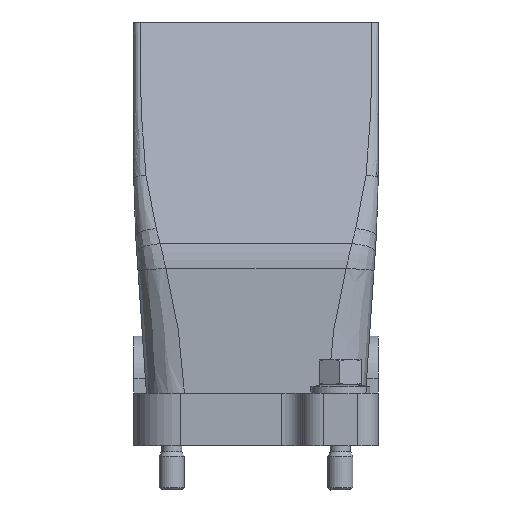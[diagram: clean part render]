
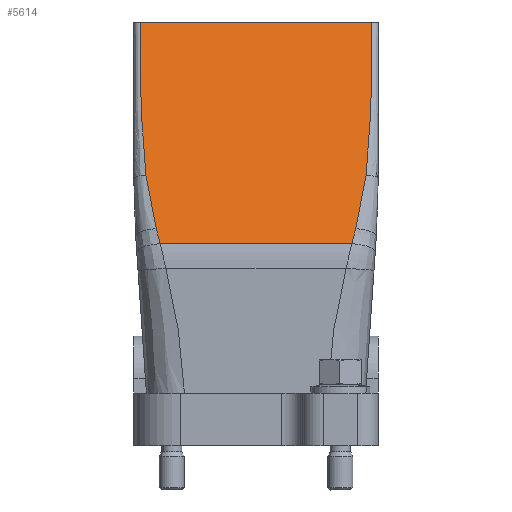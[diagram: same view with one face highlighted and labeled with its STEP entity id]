
A CAD part, front view. The second image highlights one B-rep face of the part: STEP entity #5614.
In plain terms, the highlighted planar face has unit normal (0, -0.956, 0.293).
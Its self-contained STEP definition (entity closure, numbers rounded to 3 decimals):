
#5529=AXIS2_PLACEMENT_3D('Plane Axis2P3D',#5526,#5527,#5528) ;
#3865=CARTESIAN_POINT('Vertex',(1.5,38.,111.)) ;
#3868=CARTESIAN_POINT('Line Origine',(29.,38.,111.)) ;
#3872=CARTESIAN_POINT('Vertex',(56.5,38.,111.)) ;
#5499=CARTESIAN_POINT('Vertex',(2.899,26.855,74.66)) ;
#5503=CARTESIAN_POINT('Control Point',(2.899,26.855,74.66)) ;
#5504=CARTESIAN_POINT('Control Point',(2.48,27.965,78.279)) ;
#5505=CARTESIAN_POINT('Control Point',(2.159,29.077,81.904)) ;
#5506=CARTESIAN_POINT('Control Point',(1.929,30.19,85.534)) ;
#5507=CARTESIAN_POINT('Control Point',(1.693,31.861,90.983)) ;
#5508=CARTESIAN_POINT('Control Point',(1.578,33.533,96.434)) ;
#5509=CARTESIAN_POINT('Control Point',(1.551,34.09,98.251)) ;
#5510=CARTESIAN_POINT('Control Point',(1.52,35.019,101.281)) ;
#5511=CARTESIAN_POINT('Control Point',(1.506,35.949,104.311)) ;
#5512=CARTESIAN_POINT('Control Point',(1.503,36.321,105.524)) ;
#5513=CARTESIAN_POINT('Control Point',(1.501,36.856,107.269)) ;
#5514=CARTESIAN_POINT('Control Point',(1.5,37.391,109.014)) ;
#5515=CARTESIAN_POINT('Control Point',(1.5,37.59,109.663)) ;
#5516=CARTESIAN_POINT('Control Point',(1.5,37.799,110.343)) ;
#5517=CARTESIAN_POINT('Control Point',(1.5,38.,111.)) ;
#5526=CARTESIAN_POINT('Axis2P3D Location',(29.,38.,111.)) ;
#5532=CARTESIAN_POINT('Control Point',(5.339,22.964,61.971)) ;
#5533=CARTESIAN_POINT('Control Point',(5.277,23.037,62.212)) ;
#5534=CARTESIAN_POINT('Control Point',(5.214,23.111,62.452)) ;
#5535=CARTESIAN_POINT('Control Point',(5.152,23.186,62.696)) ;
#5536=CARTESIAN_POINT('Control Point',(4.517,23.956,65.206)) ;
#5537=CARTESIAN_POINT('Control Point',(3.956,24.73,67.732)) ;
#5538=CARTESIAN_POINT('Control Point',(3.523,25.435,70.028)) ;
#5539=CARTESIAN_POINT('Control Point',(3.172,26.144,72.34)) ;
#5540=CARTESIAN_POINT('Control Point',(2.899,26.855,74.66)) ;
#5541=CARTESIAN_POINT('Vertex',(5.339,22.964,61.971)) ;
#5545=CARTESIAN_POINT('Control Point',(6.26,21.879,58.435)) ;
#5546=CARTESIAN_POINT('Control Point',(6.075,22.095,59.138)) ;
#5547=CARTESIAN_POINT('Control Point',(5.891,22.311,59.843)) ;
#5548=CARTESIAN_POINT('Control Point',(5.703,22.531,60.561)) ;
#5549=CARTESIAN_POINT('Control Point',(5.52,22.747,61.266)) ;
#5550=CARTESIAN_POINT('Control Point',(5.339,22.964,61.971)) ;
#5551=CARTESIAN_POINT('Vertex',(6.26,21.879,58.435)) ;
#5554=CARTESIAN_POINT('Line Origine',(29.,21.879,58.435)) ;
#5558=CARTESIAN_POINT('Vertex',(51.74,21.879,58.435)) ;
#5562=CARTESIAN_POINT('Control Point',(51.74,21.879,58.435)) ;
#5563=CARTESIAN_POINT('Control Point',(51.925,22.095,59.138)) ;
#5564=CARTESIAN_POINT('Control Point',(52.109,22.311,59.843)) ;
#5565=CARTESIAN_POINT('Control Point',(52.297,22.531,60.561)) ;
#5566=CARTESIAN_POINT('Control Point',(52.48,22.747,61.266)) ;
#5567=CARTESIAN_POINT('Control Point',(52.661,22.964,61.971)) ;
#5568=CARTESIAN_POINT('Vertex',(52.661,22.964,61.971)) ;
#5572=CARTESIAN_POINT('Control Point',(52.661,22.964,61.971)) ;
#5573=CARTESIAN_POINT('Control Point',(52.723,23.037,62.212)) ;
#5574=CARTESIAN_POINT('Control Point',(52.786,23.111,62.452)) ;
#5575=CARTESIAN_POINT('Control Point',(52.848,23.186,62.696)) ;
#5576=CARTESIAN_POINT('Control Point',(53.483,23.956,65.206)) ;
#5577=CARTESIAN_POINT('Control Point',(54.044,24.73,67.732)) ;
#5578=CARTESIAN_POINT('Control Point',(54.477,25.435,70.028)) ;
#5579=CARTESIAN_POINT('Control Point',(54.828,26.144,72.34)) ;
#5580=CARTESIAN_POINT('Control Point',(55.101,26.855,74.66)) ;
#5581=CARTESIAN_POINT('Vertex',(55.101,26.855,74.66)) ;
#5585=CARTESIAN_POINT('Control Point',(55.101,26.855,74.66)) ;
#5586=CARTESIAN_POINT('Control Point',(55.836,28.801,81.004)) ;
#5587=CARTESIAN_POINT('Control Point',(56.269,30.755,87.378)) ;
#5588=CARTESIAN_POINT('Control Point',(56.442,32.713,93.762)) ;
#5589=CARTESIAN_POINT('Control Point',(56.489,34.737,100.36)) ;
#5590=CARTESIAN_POINT('Control Point',(56.498,36.761,106.959)) ;
#5591=CARTESIAN_POINT('Control Point',(56.499,36.828,107.177)) ;
#5592=CARTESIAN_POINT('Control Point',(56.499,36.965,107.625)) ;
#5593=CARTESIAN_POINT('Control Point',(56.499,37.102,108.073)) ;
#5594=CARTESIAN_POINT('Control Point',(56.499,37.156,108.248)) ;
#5595=CARTESIAN_POINT('Control Point',(56.5,37.294,108.699)) ;
#5596=CARTESIAN_POINT('Control Point',(56.5,37.435,109.159)) ;
#5597=CARTESIAN_POINT('Control Point',(56.5,37.505,109.387)) ;
#5598=CARTESIAN_POINT('Control Point',(56.5,37.646,109.847)) ;
#5599=CARTESIAN_POINT('Control Point',(56.5,37.789,110.311)) ;
#5600=CARTESIAN_POINT('Control Point',(56.5,37.859,110.542)) ;
#5601=CARTESIAN_POINT('Control Point',(56.5,37.93,110.771)) ;
#5602=CARTESIAN_POINT('Control Point',(56.5,38.,111.)) ;
#3869=DIRECTION('Vector Direction',(-1.,0.,0.)) ;
#5527=DIRECTION('Axis2P3D Direction',(0.,0.956,-0.293)) ;
#5528=DIRECTION('Axis2P3D XDirection',(0.,-0.293,-0.956)) ;
#5555=DIRECTION('Vector Direction',(-1.,0.,0.)) ;
#3870=VECTOR('Line Direction',#3869,1.) ;
#5556=VECTOR('Line Direction',#5555,1.) ;
#5605=ORIENTED_EDGE('',*,*,#5518,.T.) ;
#5606=ORIENTED_EDGE('',*,*,#5543,.T.) ;
#5607=ORIENTED_EDGE('',*,*,#5553,.T.) ;
#5608=ORIENTED_EDGE('',*,*,#5560,.F.) ;
#5609=ORIENTED_EDGE('',*,*,#5570,.F.) ;
#5610=ORIENTED_EDGE('',*,*,#5583,.F.) ;
#5611=ORIENTED_EDGE('',*,*,#5603,.F.) ;
#5612=ORIENTED_EDGE('',*,*,#3874,.T.) ;
#5614=ADVANCED_FACE('Hood.1',(#5613),#5530,.F.) ;
#5502=B_SPLINE_CURVE_WITH_KNOTS('',5,(#5503,#5504,#5505,#5506,#5507,#5508,#5509,#5510,#5511,#5512,#5513,#5514,#5515,#5516,#5517),.UNSPECIFIED.,.F.,.U.,(6,3,3,3,6),(118.983,138.232,147.857,154.282,157.1),.UNSPECIFIED.) ;
#5531=B_SPLINE_CURVE_WITH_KNOTS('',5,(#5532,#5533,#5534,#5535,#5536,#5537,#5538,#5539,#5540),.UNSPECIFIED.,.F.,.U.,(6,3,6),(0.,1.836,19.104),.UNSPECIFIED.) ;
#5544=B_SPLINE_CURVE_WITH_KNOTS('',5,(#5545,#5546,#5547,#5548,#5549,#5550),.UNSPECIFIED.,.F.,.U.,(6,6),(0.,5.391),.UNSPECIFIED.) ;
#5561=B_SPLINE_CURVE_WITH_KNOTS('',5,(#5562,#5563,#5564,#5565,#5566,#5567),.UNSPECIFIED.,.F.,.U.,(6,6),(0.,5.391),.UNSPECIFIED.) ;
#5571=B_SPLINE_CURVE_WITH_KNOTS('',5,(#5572,#5573,#5574,#5575,#5576,#5577,#5578,#5579,#5580),.UNSPECIFIED.,.F.,.U.,(6,3,6),(0.,1.836,19.104),.UNSPECIFIED.) ;
#5584=B_SPLINE_CURVE_WITH_KNOTS('',5,(#5585,#5586,#5587,#5588,#5589,#5590,#5591,#5592,#5593,#5594,#5595,#5596,#5597,#5598,#5599,#5600,#5601,#5602),.UNSPECIFIED.,.F.,.U.,(6,3,3,3,3,6),(0.,47.342,48.964,50.666,52.288,53.91),.UNSPECIFIED.) ;
#3874=EDGE_CURVE('',#3873,#3866,#3871,.T.) ;
#5518=EDGE_CURVE('',#3866,#5500,#5502,.F.) ;
#5543=EDGE_CURVE('',#5500,#5542,#5531,.F.) ;
#5553=EDGE_CURVE('',#5542,#5552,#5544,.F.) ;
#5560=EDGE_CURVE('',#5559,#5552,#5557,.T.) ;
#5570=EDGE_CURVE('',#5569,#5559,#5561,.F.) ;
#5583=EDGE_CURVE('',#5582,#5569,#5571,.F.) ;
#5603=EDGE_CURVE('',#3873,#5582,#5584,.F.) ;
#5604=EDGE_LOOP('',(#5605,#5606,#5607,#5608,#5609,#5610,#5611,#5612)) ;
#5613=FACE_OUTER_BOUND('',#5604,.T.) ;
#3871=LINE('Line',#3868,#3870) ;
#5557=LINE('Line',#5554,#5556) ;
#5530=PLANE('',#5529) ;
#3866=VERTEX_POINT('',#3865) ;
#3873=VERTEX_POINT('',#3872) ;
#5500=VERTEX_POINT('',#5499) ;
#5542=VERTEX_POINT('',#5541) ;
#5552=VERTEX_POINT('',#5551) ;
#5559=VERTEX_POINT('',#5558) ;
#5569=VERTEX_POINT('',#5568) ;
#5582=VERTEX_POINT('',#5581) ;
